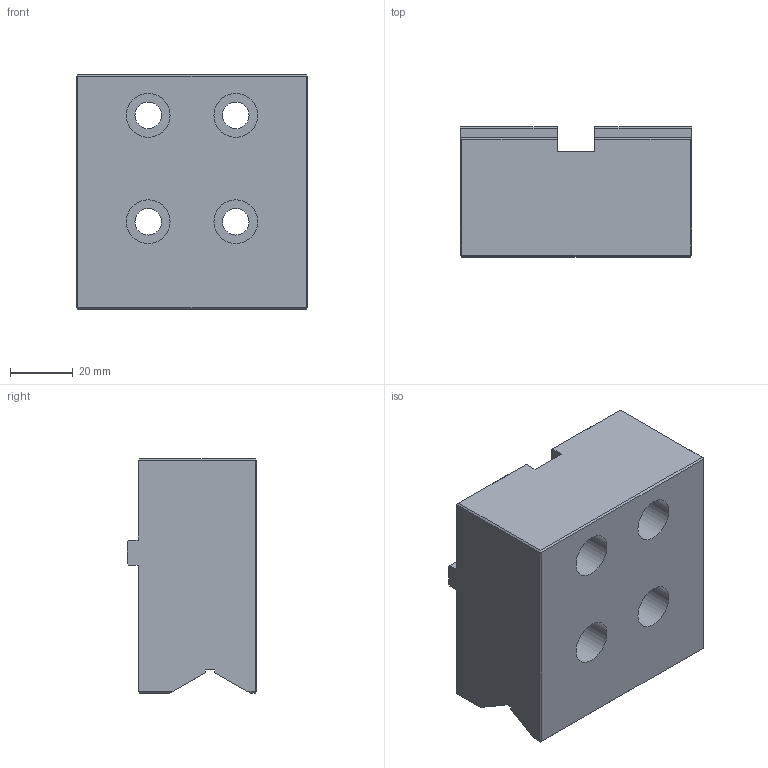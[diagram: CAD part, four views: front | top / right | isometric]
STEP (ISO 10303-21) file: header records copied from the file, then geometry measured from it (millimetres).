
FILE_DESCRIPTION(/* description */ (''),/* implementation_level */ '2;1');
FILE_NAME(/* name */ 'MV-MZS 90.stp',/* time_stamp */ '2019-11-15T15:06:40+01:00',/* author */ ('e.orio2'),/* organization */ (''),/* preprocessor_version */ 'ST-DEVELOPER v17',/* originating_system */ 'Autodesk Inventor 2019',/* authorisation */ '');
FILE_SCHEMA (('AUTOMOTIVE_DESIGN { 1 0 10303 214 3 1 1 }'));
Length unit declared in the file: millimetre
Products named in the file (1): MV-MZS 90
Bounding box: 74 x 41.5 x 75 mm (x, y, z)
Volume: 181729.6 mm3; surface area: 29082.5 mm2
Topology: 1 solids, 1 shells, 58 faces, 148 edges, 96 vertices
Faces by surface type: plane 50, cylinder 8
Full cylindrical faces by diameter (mm): 8.5 x4, 14 x4
Entity records: 1787 total; most frequent: CARTESIAN_POINT 303, ORIENTED_EDGE 296, DIRECTION 290, EDGE_CURVE 148, LINE 124, VECTOR 124, VERTEX_POINT 96, AXIS2_PLACEMENT_3D 83
